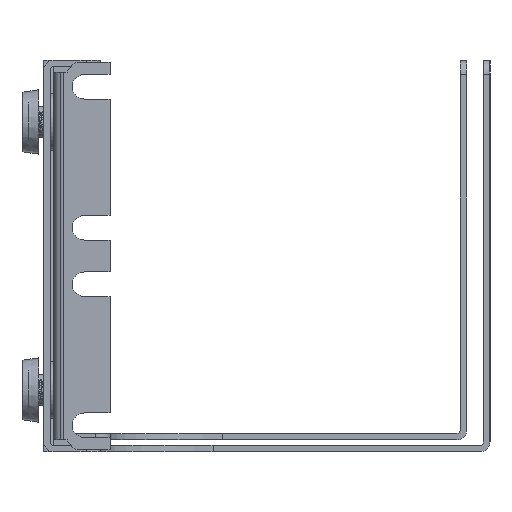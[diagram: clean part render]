
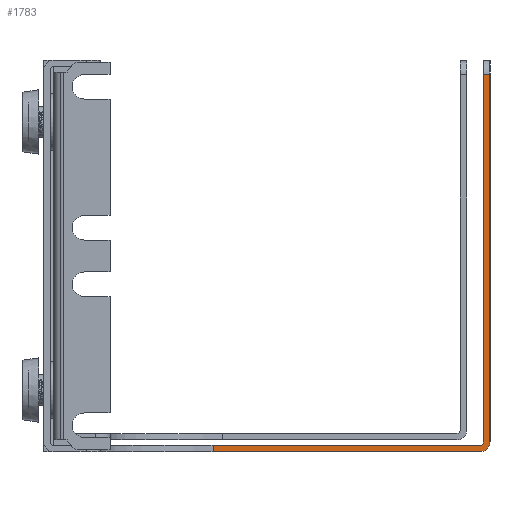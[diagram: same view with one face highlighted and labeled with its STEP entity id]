
A CAD part, left-side view. The second image highlights one B-rep face of the part: STEP entity #1783.
In plain terms, the highlighted planar face has unit normal (-1, 0, 0).
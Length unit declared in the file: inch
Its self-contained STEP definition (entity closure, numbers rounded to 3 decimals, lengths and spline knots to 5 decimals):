
#981 = CARTESIAN_POINT ( 'NONE',  ( -8.90625, -0.04648, -1.734 ) ) ;
#1051 = EDGE_CURVE ( 'NONE', #23359, #19256, #2330, .T. ) ;
#1212 = ORIENTED_EDGE ( 'NONE', *, *, #23607, .T. ) ;
#1256 = DIRECTION ( 'NONE',  ( 0., 0., 1. ) ) ;
#1389 = VECTOR ( 'NONE', #5987, 39.37008 ) ;
#1519 = DIRECTION ( 'NONE',  ( 0., -1., 0. ) ) ;
#1541 = EDGE_CURVE ( 'NONE', #19256, #18566, #18976, .T. ) ;
#1588 = CARTESIAN_POINT ( 'NONE',  ( -8.90625, -1.5, -1.677 ) ) ;
#1640 = CIRCLE ( 'NONE', #23011, 0.029 ) ;
#1783 = ADVANCED_FACE ( 'NONE', ( #3178 ), #25298, .T. ) ;
#1952 = DIRECTION ( 'NONE',  ( 1., 0., 0. ) ) ;
#2330 = LINE ( 'NONE', #10786, #10597 ) ;
#2653 = CARTESIAN_POINT ( 'NONE',  ( -8.90625, -3.954, 1.609 ) ) ;
#2864 = DIRECTION ( 'NONE',  ( 0., 1., 0. ) ) ;
#3178 = FACE_OUTER_BOUND ( 'NONE', #14042, .T. ) ;
#3504 = DIRECTION ( 'NONE',  ( 0., -1., 0. ) ) ;
#3998 = CARTESIAN_POINT ( 'NONE',  ( -8.90625, -3.954, 1.609 ) ) ;
#4084 = CARTESIAN_POINT ( 'NONE',  ( -8.90625, -3.897, -1.648 ) ) ;
#4382 = VERTEX_POINT ( 'NONE', #2653 ) ;
#5122 = CARTESIAN_POINT ( 'NONE',  ( -8.90625, -3.868, -1.648 ) ) ;
#5204 = EDGE_CURVE ( 'NONE', #8510, #21423, #9598, .T. ) ;
#5537 = CARTESIAN_POINT ( 'NONE',  ( -8.90625, -1.5, -1.734 ) ) ;
#5899 = CARTESIAN_POINT ( 'NONE',  ( -8.90625, -3.897, -20.09651 ) ) ;
#5987 = DIRECTION ( 'NONE',  ( 0., -1., 0. ) ) ;
#6378 = VECTOR ( 'NONE', #17856, 39.37008 ) ;
#7274 = DIRECTION ( 'NONE',  ( -1., 0., 0. ) ) ;
#8059 = VERTEX_POINT ( 'NONE', #24350 ) ;
#8510 = VERTEX_POINT ( 'NONE', #10831 ) ;
#9286 = DIRECTION ( 'NONE',  ( 0., -1., 0. ) ) ;
#9598 = LINE ( 'NONE', #5899, #6378 ) ;
#9819 = CARTESIAN_POINT ( 'NONE',  ( -8.90625, -0.5, -20.09651 ) ) ;
#10229 = AXIS2_PLACEMENT_3D ( 'NONE', #9819, #7274, #1519 ) ;
#10597 = VECTOR ( 'NONE', #20337, 39.37008 ) ;
#10786 = CARTESIAN_POINT ( 'NONE',  ( -8.90625, -1.5, -20.09651 ) ) ;
#10831 = CARTESIAN_POINT ( 'NONE',  ( -8.90625, -3.897, 1.609 ) ) ;
#10877 = EDGE_CURVE ( 'NONE', #8510, #4382, #22011, .T. ) ;
#10886 = CARTESIAN_POINT ( 'NONE',  ( -8.90625, -3.954, -20.09651 ) ) ;
#10912 = CARTESIAN_POINT ( 'NONE',  ( -8.90625, -3.868, -1.648 ) ) ;
#10914 = CIRCLE ( 'NONE', #13009, 0.086 ) ;
#11868 = VECTOR ( 'NONE', #9286, 39.37008 ) ;
#12042 = VERTEX_POINT ( 'NONE', #16126 ) ;
#12584 = ORIENTED_EDGE ( 'NONE', *, *, #1051, .T. ) ;
#13009 = AXIS2_PLACEMENT_3D ( 'NONE', #10912, #1952, #19795 ) ;
#13168 = CARTESIAN_POINT ( 'NONE',  ( -8.90625, -3.868, -1.734 ) ) ;
#13425 = LINE ( 'NONE', #21671, #15024 ) ;
#14042 = EDGE_LOOP ( 'NONE', ( #16715, #16745, #18302, #12584, #17753, #16347, #1212, #25499 ) ) ;
#14966 = DIRECTION ( 'NONE',  ( 1., 0., 0. ) ) ;
#15024 = VECTOR ( 'NONE', #3504, 39.37008 ) ;
#16126 = CARTESIAN_POINT ( 'NONE',  ( -8.90625, -3.868, -1.677 ) ) ;
#16347 = ORIENTED_EDGE ( 'NONE', *, *, #19901, .F. ) ;
#16715 = ORIENTED_EDGE ( 'NONE', *, *, #5204, .T. ) ;
#16745 = ORIENTED_EDGE ( 'NONE', *, *, #17111, .T. ) ;
#17111 = EDGE_CURVE ( 'NONE', #21423, #12042, #1640, .T. ) ;
#17753 = ORIENTED_EDGE ( 'NONE', *, *, #1541, .T. ) ;
#17856 = DIRECTION ( 'NONE',  ( 0., 0., -1. ) ) ;
#17950 = VECTOR ( 'NONE', #1256, 39.37008 ) ;
#18302 = ORIENTED_EDGE ( 'NONE', *, *, #23259, .F. ) ;
#18566 = VERTEX_POINT ( 'NONE', #13168 ) ;
#18976 = LINE ( 'NONE', #981, #11868 ) ;
#19237 = LINE ( 'NONE', #10886, #17950 ) ;
#19256 = VERTEX_POINT ( 'NONE', #5537 ) ;
#19795 = DIRECTION ( 'NONE',  ( 0., 1., 0. ) ) ;
#19901 = EDGE_CURVE ( 'NONE', #8059, #18566, #10914, .T. ) ;
#20337 = DIRECTION ( 'NONE',  ( 0., 0., -1. ) ) ;
#21423 = VERTEX_POINT ( 'NONE', #4084 ) ;
#21671 = CARTESIAN_POINT ( 'NONE',  ( -8.90625, -0.04648, -1.677 ) ) ;
#22011 = LINE ( 'NONE', #3998, #1389 ) ;
#23011 = AXIS2_PLACEMENT_3D ( 'NONE', #5122, #14966, #2864 ) ;
#23259 = EDGE_CURVE ( 'NONE', #23359, #12042, #13425, .T. ) ;
#23359 = VERTEX_POINT ( 'NONE', #1588 ) ;
#23607 = EDGE_CURVE ( 'NONE', #8059, #4382, #19237, .T. ) ;
#24350 = CARTESIAN_POINT ( 'NONE',  ( -8.90625, -3.954, -1.648 ) ) ;
#25298 = PLANE ( 'NONE',  #10229 ) ;
#25499 = ORIENTED_EDGE ( 'NONE', *, *, #10877, .F. ) ;
